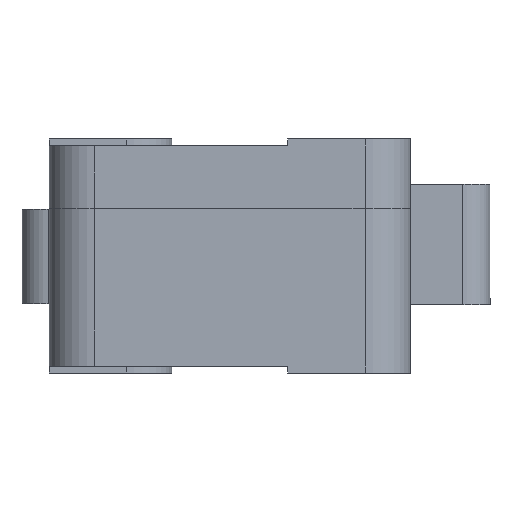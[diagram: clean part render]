
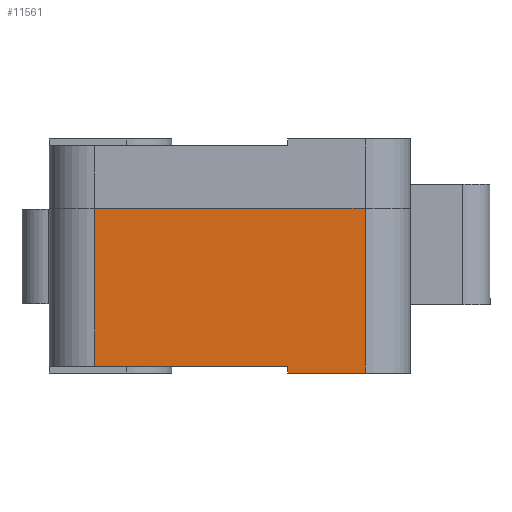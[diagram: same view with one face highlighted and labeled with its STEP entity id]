
A CAD part, left-side view. The second image highlights one B-rep face of the part: STEP entity #11561.
In plain terms, the highlighted planar face has unit normal (-1, 0, 0).
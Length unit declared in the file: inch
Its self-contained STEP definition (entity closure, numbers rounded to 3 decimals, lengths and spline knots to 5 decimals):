
#1323=FACE_OUTER_BOUND('',#1987,.T.);
#1987=EDGE_LOOP('',(#10522,#10523,#10524,#10525,#10526,#10527));
#2865=LINE('',#18888,#4100);
#3201=LINE('',#21138,#4436);
#3203=LINE('',#21144,#4438);
#3206=LINE('',#21153,#4441);
#3209=LINE('',#21159,#4444);
#3220=LINE('',#21186,#4455);
#4100=VECTOR('',#13604,0.3937);
#4436=VECTOR('',#14354,0.3937);
#4438=VECTOR('',#14360,0.3937);
#4441=VECTOR('',#14369,0.3937);
#4444=VECTOR('',#14378,0.3937);
#4455=VECTOR('',#14413,0.3937);
#5329=VERTEX_POINT('',#18881);
#5331=VERTEX_POINT('',#18887);
#5544=VERTEX_POINT('',#21134);
#5545=VERTEX_POINT('',#21136);
#5547=VERTEX_POINT('',#21143);
#5550=VERTEX_POINT('',#21151);
#6734=EDGE_CURVE('',#5331,#5329,#2865,.T.);
#7193=EDGE_CURVE('',#5544,#5545,#3201,.T.);
#7196=EDGE_CURVE('',#5547,#5544,#3203,.T.);
#7201=EDGE_CURVE('',#5550,#5545,#3206,.T.);
#7204=EDGE_CURVE('',#5547,#5329,#3209,.T.);
#7217=EDGE_CURVE('',#5550,#5331,#3220,.T.);
#10522=ORIENTED_EDGE('',*,*,#6734,.T.);
#10523=ORIENTED_EDGE('',*,*,#7204,.F.);
#10524=ORIENTED_EDGE('',*,*,#7196,.T.);
#10525=ORIENTED_EDGE('',*,*,#7193,.T.);
#10526=ORIENTED_EDGE('',*,*,#7201,.F.);
#10527=ORIENTED_EDGE('',*,*,#7217,.T.);
#10951=PLANE('',#12122);
#11561=ADVANCED_FACE('',(#1323),#10951,.T.);
#12122=AXIS2_PLACEMENT_3D('',#21185,#14411,#14412);
#13604=DIRECTION('',(0.,1.,0.));
#14354=DIRECTION('',(0.,0.,-1.));
#14360=DIRECTION('',(0.,-1.,0.));
#14369=DIRECTION('',(0.,1.,0.));
#14378=DIRECTION('',(0.,0.,1.));
#14411=DIRECTION('center_axis',(-1.,0.,0.));
#14412=DIRECTION('ref_axis',(0.,0.,1.));
#14413=DIRECTION('',(0.,0.,1.));
#18881=CARTESIAN_POINT('',(-1.13386,0.25295,0.28543));
#18887=CARTESIAN_POINT('',(-1.13386,-0.21555,0.28543));
#18888=CARTESIAN_POINT('',(-1.13386,0.05809,0.28543));
#21134=CARTESIAN_POINT('',(-1.13386,-0.08169,0.01181));
#21136=CARTESIAN_POINT('',(-1.13386,-0.08169,0.));
#21138=CARTESIAN_POINT('',(-1.13386,-0.08169,0.));
#21143=CARTESIAN_POINT('',(-1.13386,0.25295,0.01181));
#21144=CARTESIAN_POINT('',(-1.13386,-0.09684,0.01181));
#21151=CARTESIAN_POINT('',(-1.13386,-0.21555,0.));
#21153=CARTESIAN_POINT('',(-1.13386,-0.21555,0.));
#21159=CARTESIAN_POINT('',(-1.13386,0.25295,0.));
#21185=CARTESIAN_POINT('Origin',(-1.13386,-0.21555,0.));
#21186=CARTESIAN_POINT('',(-1.13386,-0.21555,0.));
